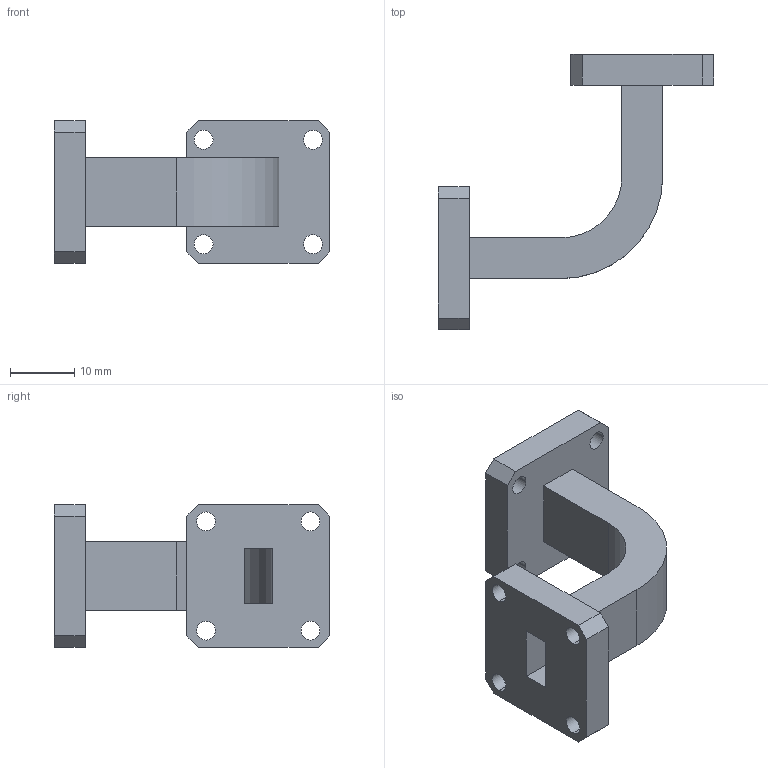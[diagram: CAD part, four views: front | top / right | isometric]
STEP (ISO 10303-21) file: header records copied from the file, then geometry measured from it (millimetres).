
FILE_DESCRIPTION (( 'STEP AP214' ), '1' );
FILE_NAME ('WB-E3.STEP', '2025-01-24T23:42:10', ( '' ), ( '' ), 'SwSTEP 2.0', 'SolidWorks 2021', '' );
FILE_SCHEMA (( 'AUTOMOTIVE_DESIGN' ));
Length unit declared in the file: inch
Products named in the file (2): WB-E3, Defeatured_WB-E3-2.0; WB-E3
Assembly tree (1 placements, depth 2):
  WB-E3
    WB-E3, Defeatured_WB-E3-2.0
Bounding box: 42.86 x 42.86 x 22.23 mm (x, y, z)
Volume: 5557.2 mm3; surface area: 5957.8 mm2
Topology: 1 solids, 1 shells, 52 faces, 144 edges, 96 vertices
Faces by surface type: plane 32, cylinder 20
Entity records: 1778 total; most frequent: CARTESIAN_POINT 296, DIRECTION 296, ORIENTED_EDGE 288, EDGE_CURVE 144, VECTOR 104, LINE 104, AXIS2_PLACEMENT_3D 96, VERTEX_POINT 96
